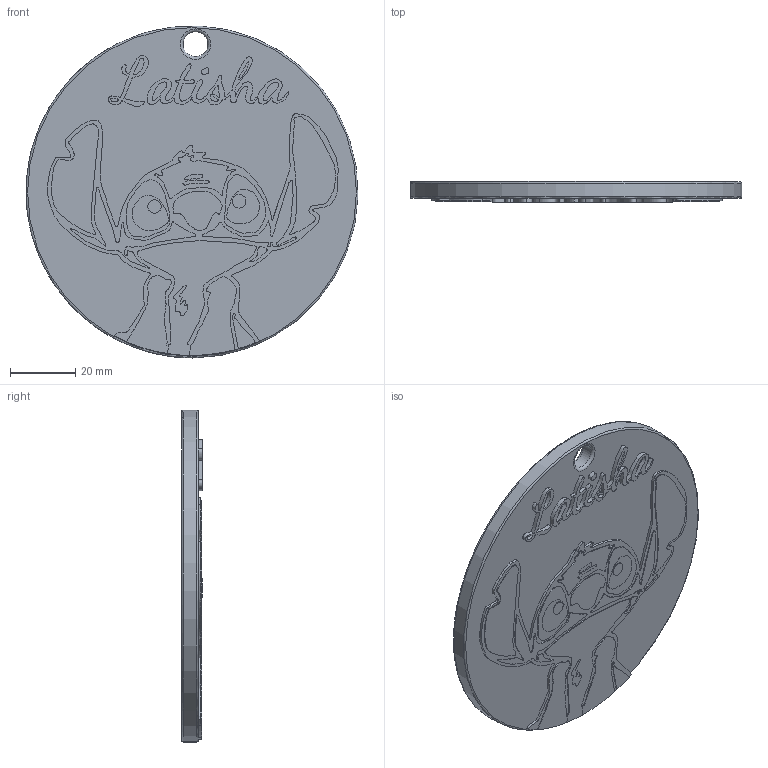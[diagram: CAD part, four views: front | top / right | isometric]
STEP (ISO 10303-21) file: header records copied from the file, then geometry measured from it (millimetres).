
FILE_DESCRIPTION(/* description */ ('STEP AP242','CAx-IF Rec.Pracs.---Representation and Presentation of Product Manufacturing Information (PMI)---4.0---2014-10-13','CAx-IF Rec.Pracs.---3D Tessellated Geometry---0.4---2014-09-14','2;1'),/* implementation_level */ '2;1');
FILE_NAME(/* name */ '66a9749bab0e8b7010fc3873',/* time_stamp */ '2024-07-30T23:17:50Z',/* author */ (''),/* organization */ (''),/* preprocessor_version */ 'ST-DEVELOPER v20',/* originating_system */ ' ',/* authorisation */ ' ');
FILE_SCHEMA (('AP242_MANAGED_MODEL_BASED_3D_ENGINEERING_MIM_LF { 1 0 10303 442 1 1 4 }'));
Length unit declared in the file: metre
Products named in the file (25): Part 25; Part 24; Part 23; Part 22; Part 21; Part 18; Part 16; Part 20; Part 19; Part 17; Part 15; Part 14; Part 13; Part 7; Part 10; Part 12; Part 11; Part 9; Part 8; Part 6; Part 5; Part 4; Part 3; Part 2; Part 1
Bounding box: 101.77 x 6.35 x 101.79 mm (x, y, z)
Volume: 45553 mm3; surface area: 35725.6 mm2
Topology: 25 solids, 25 shells, 153 faces, 307 edges, 204 vertices
Faces by surface type: bspline 75, plane 60, cylinder 14, torus 4
Full cylindrical faces by diameter (mm): 4.134 x2, 4.143 x2, 7.62 x1
Entity records: 18212 total; most frequent: CARTESIAN_POINT 14973, ORIENTED_EDGE 524, DIRECTION 348, EDGE_CURVE 262, EDGE_LOOP 246, FACE_BOUND 246, VERTEX_POINT 202, ADVANCED_FACE 153
